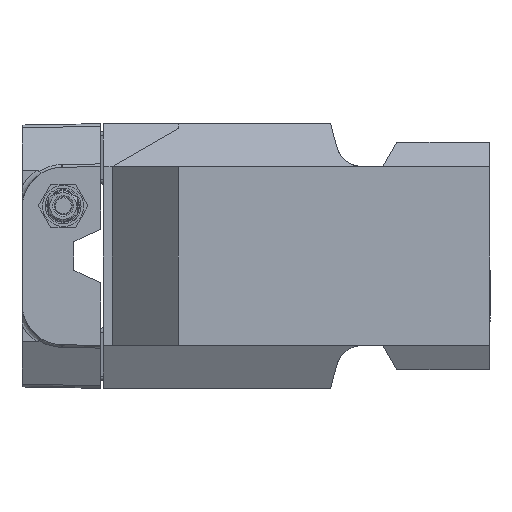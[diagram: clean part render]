
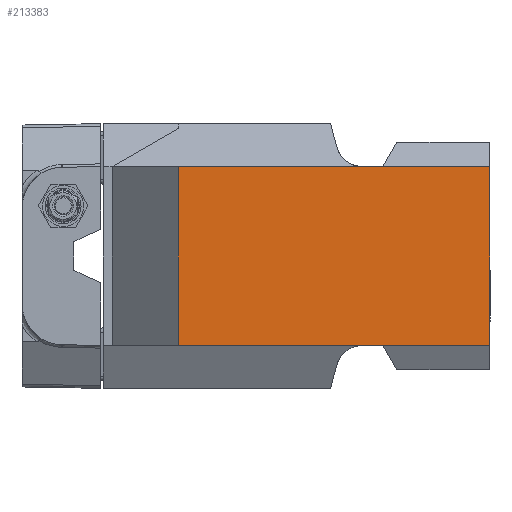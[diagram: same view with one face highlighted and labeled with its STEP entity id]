
A CAD part, left-side view. The second image highlights one B-rep face of the part: STEP entity #213383.
In plain terms, the highlighted planar face has unit normal (-1, 0, 0).
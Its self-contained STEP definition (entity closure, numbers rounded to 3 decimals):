
#3020 = LINE ( 'NONE', #4575, #149663 ) ;
#4575 = CARTESIAN_POINT ( 'NONE',  ( -137.5, 174., 50. ) ) ;
#5878 = CARTESIAN_POINT ( 'NONE',  ( -137.5, 174., -50. ) ) ;
#13161 = VERTEX_POINT ( 'NONE', #159623 ) ;
#25184 = PLANE ( 'NONE',  #122072 ) ;
#30738 = CARTESIAN_POINT ( 'NONE',  ( -137.5, 174., -50. ) ) ;
#32039 = VECTOR ( 'NONE', #241798, 1000. ) ;
#44535 = DIRECTION ( 'NONE',  ( 0., 0., 1. ) ) ;
#68391 = CARTESIAN_POINT ( 'NONE',  ( -137.5, 174., 50. ) ) ;
#72143 = CARTESIAN_POINT ( 'NONE',  ( -137.5, 0., -50. ) ) ;
#82073 = EDGE_CURVE ( 'NONE', #91501, #137785, #237471, .T. ) ;
#84272 = ORIENTED_EDGE ( 'NONE', *, *, #82073, .F. ) ;
#85171 = EDGE_LOOP ( 'NONE', ( #117851, #226792, #84272, #133880 ) ) ;
#86884 = EDGE_CURVE ( 'NONE', #91501, #145576, #160505, .T. ) ;
#91501 = VERTEX_POINT ( 'NONE', #30738 ) ;
#99953 = DIRECTION ( 'NONE',  ( 0., -1., 0. ) ) ;
#117851 = ORIENTED_EDGE ( 'NONE', *, *, #247710, .T. ) ;
#122072 = AXIS2_PLACEMENT_3D ( 'NONE', #5878, #215084, #44535 ) ;
#133880 = ORIENTED_EDGE ( 'NONE', *, *, #86884, .T. ) ;
#135717 = VECTOR ( 'NONE', #232333, 1000. ) ;
#137785 = VERTEX_POINT ( 'NONE', #68391 ) ;
#145576 = VERTEX_POINT ( 'NONE', #161522 ) ;
#149663 = VECTOR ( 'NONE', #99953, 1000. ) ;
#156195 = CARTESIAN_POINT ( 'NONE',  ( -137.5, 174., -50. ) ) ;
#159623 = CARTESIAN_POINT ( 'NONE',  ( -137.5, 0., 50. ) ) ;
#160505 = LINE ( 'NONE', #183302, #32039 ) ;
#161522 = CARTESIAN_POINT ( 'NONE',  ( -137.5, 0., -50. ) ) ;
#161778 = VECTOR ( 'NONE', #245180, 1000. ) ;
#177541 = FACE_OUTER_BOUND ( 'NONE', #85171, .T. ) ;
#183302 = CARTESIAN_POINT ( 'NONE',  ( -137.5, 174., -50. ) ) ;
#212691 = LINE ( 'NONE', #72143, #161778 ) ;
#213383 = ADVANCED_FACE ( 'NONE', ( #177541 ), #25184, .T. ) ;
#215084 = DIRECTION ( 'NONE',  ( -1., 0., 0. ) ) ;
#226792 = ORIENTED_EDGE ( 'NONE', *, *, #243774, .F. ) ;
#232333 = DIRECTION ( 'NONE',  ( 0., 0., 1. ) ) ;
#237471 = LINE ( 'NONE', #156195, #135717 ) ;
#241798 = DIRECTION ( 'NONE',  ( 0., -1., 0. ) ) ;
#243774 = EDGE_CURVE ( 'NONE', #137785, #13161, #3020, .T. ) ;
#245180 = DIRECTION ( 'NONE',  ( 0., 0., 1. ) ) ;
#247710 = EDGE_CURVE ( 'NONE', #145576, #13161, #212691, .T. ) ;
